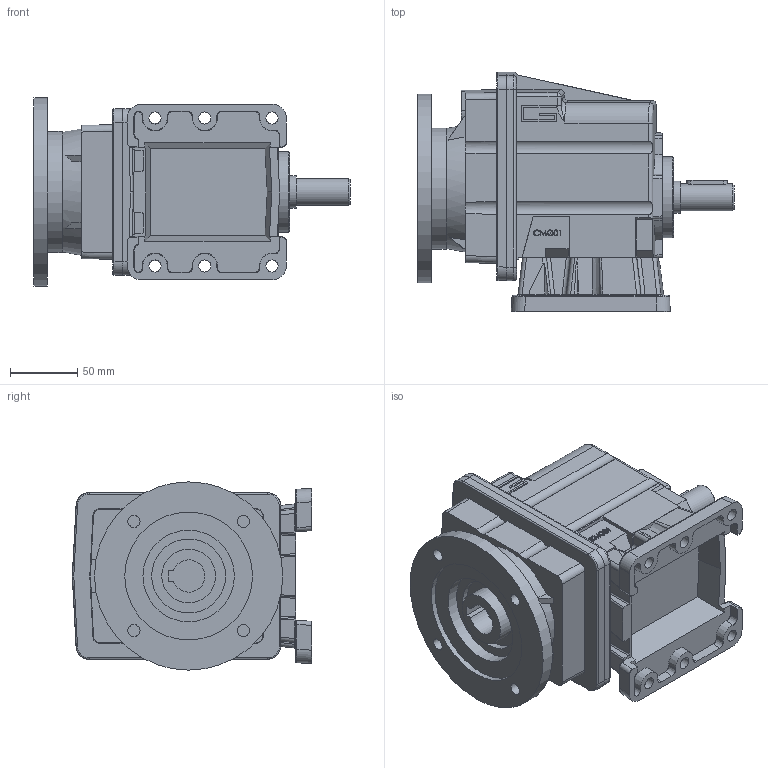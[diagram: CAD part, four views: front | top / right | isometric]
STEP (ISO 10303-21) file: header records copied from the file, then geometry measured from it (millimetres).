
FILE_DESCRIPTION( ( 'Unknown' ), '1' );
FILE_NAME( 'B5917EEB0E7238342AE3B87C13D8.3d.stp', 'Unknown', ( 'Unknown' ), ( 'Unknown' ), 'PSStep 10.1', 'Unknown', ' ' );
FILE_SCHEMA( ( 'AUTOMOTIVE_DESIGN { 1 0 10303 214 1 1 1 1 }' ) );
Length unit declared in the file: millimetre
Products named in the file (1): G0101
Bounding box: 235 x 178 x 140 mm (x, y, z)
Volume: 2255208.6 mm3; surface area: 199921.5 mm2
Topology: 1 solids, 9 shells, 610 faces, 1587 edges, 1016 vertices
Faces by surface type: plane 314, cylinder 143, cone 60, bspline 54, extrusion 27, torus 10, sphere 2
Full cylindrical faces by diameter (mm): 4.917 x1, 9 x10, 20 x1, 24 x1, 40 x1, 52 x1, 55 x1, 60 x1, 68 x1, 90 x1, 95 x1, 140 x1
Entity records: 30368 total; most frequent: CARTESIAN_POINT 10941, ORIENTED_EDGE 3050, DIRECTION 2933, EDGE_CURVE 1525, AXIS2_PLACEMENT_3D 1020, VERTEX_POINT 996, VECTOR 893, LINE 866
